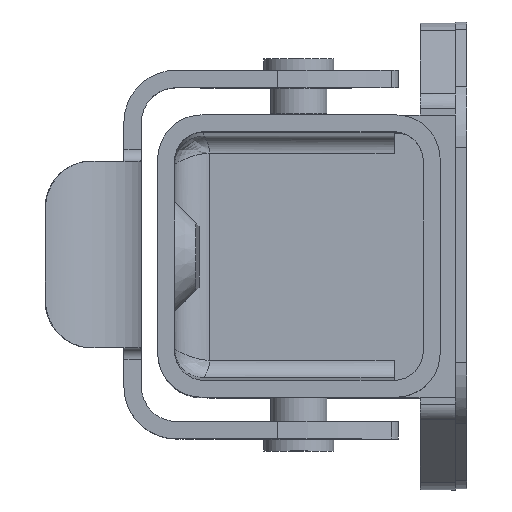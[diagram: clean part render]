
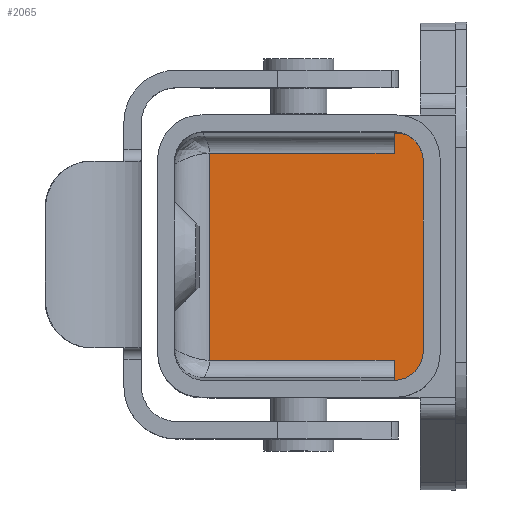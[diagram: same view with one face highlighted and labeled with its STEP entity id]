
A CAD part, top view. The second image highlights one B-rep face of the part: STEP entity #2065.
In plain terms, the highlighted planar face has unit normal (0, 0, 1).
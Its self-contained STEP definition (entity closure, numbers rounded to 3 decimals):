
#1821=FACE_OUTER_BOUND('',#2822,.T.);
#2065=ADVANCED_FACE('',(#1821),#2322,.F.);
#2322=PLANE('',#6939);
#2822=EDGE_LOOP('',(#3349,#3350,#3351,#3352,#3353,#3354,#3355,#3356));
#3349=ORIENTED_EDGE('',*,*,#5120,.F.);
#3350=ORIENTED_EDGE('',*,*,#5119,.F.);
#3351=ORIENTED_EDGE('',*,*,#5100,.F.);
#3352=ORIENTED_EDGE('',*,*,#5105,.F.);
#3353=ORIENTED_EDGE('',*,*,#5091,.F.);
#3354=ORIENTED_EDGE('',*,*,#5087,.F.);
#3355=ORIENTED_EDGE('',*,*,#5081,.F.);
#3356=ORIENTED_EDGE('',*,*,#5121,.F.);
#4595=VERTEX_POINT('',#9030);
#4612=VERTEX_POINT('',#9226);
#4613=VERTEX_POINT('',#9227);
#4615=VERTEX_POINT('',#9234);
#4617=VERTEX_POINT('',#9242);
#4622=VERTEX_POINT('',#9269);
#4625=VERTEX_POINT('',#9398);
#4635=VERTEX_POINT('',#9453);
#5081=EDGE_CURVE('',#4612,#4613,#5716,.T.);
#5087=EDGE_CURVE('',#4613,#4615,#5719,.T.);
#5091=EDGE_CURVE('',#4615,#4617,#5722,.T.);
#5100=EDGE_CURVE('',#4625,#4622,#5728,.T.);
#5105=EDGE_CURVE('',#4617,#4625,#5732,.T.);
#5119=EDGE_CURVE('',#4622,#4595,#5743,.T.);
#5120=EDGE_CURVE('',#4595,#4635,#5744,.T.);
#5121=EDGE_CURVE('',#4635,#4612,#5745,.T.);
#5716=LINE('',#9225,#6194);
#5719=LINE('',#9237,#6197);
#5722=LINE('',#9245,#6200);
#5728=LINE('',#9397,#6206);
#5732=LINE('',#9406,#6210);
#5743=LINE('',#9450,#6221);
#5744=LINE('',#9452,#6222);
#5745=LINE('',#9454,#6223);
#6194=VECTOR('',#7558,1.);
#6197=VECTOR('',#7569,1.);
#6200=VECTOR('',#7578,1.);
#6206=VECTOR('',#7588,1.);
#6210=VECTOR('',#7596,1.);
#6221=VECTOR('',#7619,1.);
#6222=VECTOR('',#7622,1.);
#6223=VECTOR('',#7623,1.);
#6939=AXIS2_PLACEMENT_3D('',#9455,#7624,#7625);
#7558=DIRECTION('',(1.,0.,0.));
#7569=DIRECTION('',(0.,-1.,0.));
#7578=DIRECTION('',(-1.,0.,0.));
#7588=DIRECTION('',(-1.,0.,0.));
#7596=DIRECTION('',(0.,1.,0.));
#7619=DIRECTION('',(0.,1.,0.));
#7622=DIRECTION('',(1.,0.,0.));
#7623=DIRECTION('',(0.,1.,0.));
#7624=DIRECTION('',(0.,0.,-1.));
#7625=DIRECTION('',(1.,0.,0.));
#9030=CARTESIAN_POINT('',(-7.65,8.769,-35.15));
#9225=CARTESIAN_POINT('',(8.15,10.499,-35.15));
#9226=CARTESIAN_POINT('',(8.15,10.499,-35.15));
#9227=CARTESIAN_POINT('',(11.4,10.499,-35.15));
#9234=CARTESIAN_POINT('',(11.4,-10.699,-35.15));
#9237=CARTESIAN_POINT('',(11.4,10.499,-35.15));
#9242=CARTESIAN_POINT('',(8.15,-10.699,-35.15));
#9245=CARTESIAN_POINT('',(11.4,-10.699,-35.15));
#9269=CARTESIAN_POINT('',(-7.65,-8.969,-35.15));
#9397=CARTESIAN_POINT('',(8.15,-8.969,-35.15));
#9398=CARTESIAN_POINT('',(8.15,-8.969,-35.15));
#9406=CARTESIAN_POINT('',(8.15,-10.699,-35.15));
#9450=CARTESIAN_POINT('',(-7.65,-8.969,-35.15));
#9452=CARTESIAN_POINT('',(-7.65,8.769,-35.15));
#9453=CARTESIAN_POINT('',(8.15,8.769,-35.15));
#9454=CARTESIAN_POINT('',(8.15,8.769,-35.15));
#9455=CARTESIAN_POINT('',(-8.85,11.016,-35.15));
